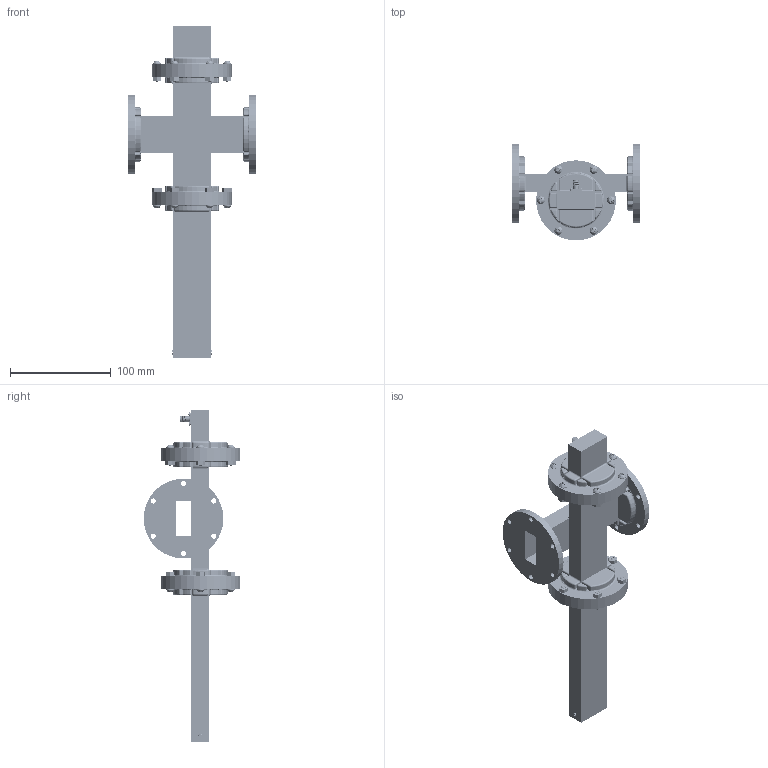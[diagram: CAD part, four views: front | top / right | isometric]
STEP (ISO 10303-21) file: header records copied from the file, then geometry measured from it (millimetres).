
FILE_DESCRIPTION (( 'STEP AP214' ), '1' );
FILE_NAME ('PEWCT1100.STEP', '2017-06-29T15:19:41', ( '' ), ( '' ), 'SwSTEP 2.0', 'SolidWorks 2014', '' );
FILE_SCHEMA (( 'AUTOMOTIVE_DESIGN' ));
Length unit declared in the file: inch
Products named in the file (9): Copy of M3 ROUND HD SCREW^PEWCT1036; PEWCP1071; PEWTR1010; Copy of Nut^PEWCT1100; PEWCT1100; Copy of M3 ROUND HD SCREW^PEWCT1100; PEWCT1036; PEWCA1014; Copy of Nut^PEWCT1036
Assembly tree (28 placements, depth 3):
  PEWCT1100
    PEWCT1036
      PEWCP1071
      Copy of M3 ROUND HD SCREW^PEWCT1036  x6
      Copy of Nut^PEWCT1036  x6
      PEWTR1010
    PEWCA1014
    Copy of M3 ROUND HD SCREW^PEWCT1100  x6
    Copy of Nut^PEWCT1100  x6
Bounding box: 127 x 96.19 x 330.2 mm (x, y, z)
Volume: 271657.2 mm3; surface area: 170711.3 mm2
Topology: 33 solids, 33 shells, 3059 faces, 7647 edges, 4598 vertices
Faces by surface type: cylinder 1316, plane 693, cone 563, bspline 239, sphere 128, torus 120
Entity records: 70664 total; most frequent: CARTESIAN_POINT 29828, ORIENTED_EDGE 7866, DIRECTION 7377, EDGE_CURVE 3933, AXIS2_PLACEMENT_3D 2945, VERTEX_POINT 2364, EDGE_LOOP 1733, ADVANCED_FACE 1619
